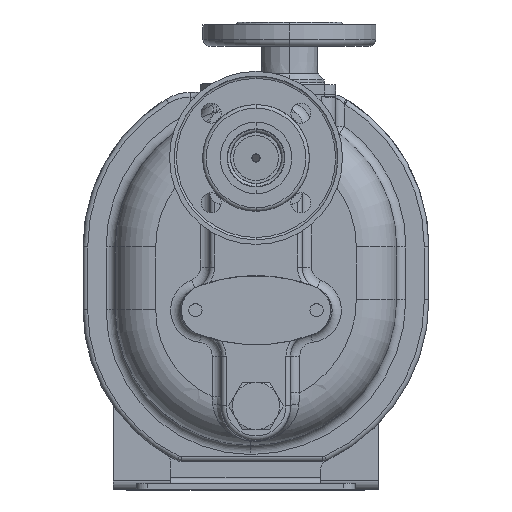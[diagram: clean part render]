
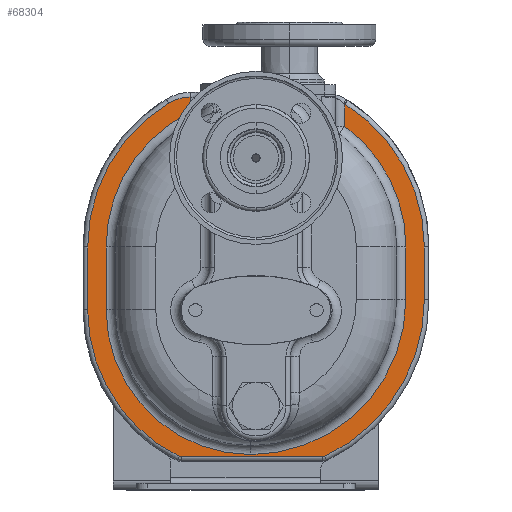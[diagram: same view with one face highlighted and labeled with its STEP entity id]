
A CAD part, top view. The second image highlights one B-rep face of the part: STEP entity #68304.
In plain terms, the highlighted planar face has unit normal (0, 0, 1).
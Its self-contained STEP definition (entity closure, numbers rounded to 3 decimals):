
#10773=DIRECTION('',(-1.,0.,0.));
#10774=VECTOR('',#10773,122.946);
#10775=CARTESIAN_POINT('',(66.998,-132.,9.));
#10776=LINE('',#10775,#10774);
#10777=CARTESIAN_POINT('',(-55.948,-128.,9.));
#10778=DIRECTION('',(0.,0.,-1.));
#10779=DIRECTION('',(0.,-1.,0.));
#10780=AXIS2_PLACEMENT_3D('',#10777,#10778,#10779);
#10782=CARTESIAN_POINT('',(4.5,-4.5,9.));
#10783=DIRECTION('',(0.,0.,-1.));
#10784=DIRECTION('',(-0.44,-0.898,0.));
#10785=AXIS2_PLACEMENT_3D('',#10782,#10783,#10784);
#10787=DIRECTION('',(0.,1.,0.));
#10788=VECTOR('',#10787,54.5);
#10789=CARTESIAN_POINT('',(-137.,-4.5,9.));
#10790=LINE('',#10789,#10788);
#10791=CARTESIAN_POINT('',(9.,50.,9.));
#10792=DIRECTION('',(0.,0.,-1.));
#10793=DIRECTION('',(-1.,0.,0.));
#10794=AXIS2_PLACEMENT_3D('',#10791,#10792,#10793);
#10796=CARTESIAN_POINT('',(-48.131,144.,9.));
#10797=DIRECTION('',(0.,0.,-1.));
#10798=DIRECTION('',(-0.519,0.855,0.));
#10799=AXIS2_PLACEMENT_3D('',#10796,#10797,#10798);
#10801=DIRECTION('',(1.,0.,0.));
#10802=VECTOR('',#10801,0.131);
#10803=CARTESIAN_POINT('',(-48.131,180.,9.));
#10804=LINE('',#10803,#10802);
#10805=DIRECTION('',(0.,-1.,0.));
#10806=VECTOR('',#10805,13.163);
#10807=CARTESIAN_POINT('',(-48.,180.,9.));
#10808=LINE('',#10807,#10806);
#10809=CARTESIAN_POINT('',(9.,50.,9.));
#10810=DIRECTION('',(0.,0.,1.));
#10811=DIRECTION('',(-0.438,0.899,0.));
#10812=AXIS2_PLACEMENT_3D('',#10809,#10810,#10811);
#10814=DIRECTION('',(0.,-1.,0.));
#10815=VECTOR('',#10814,54.5);
#10816=CARTESIAN_POINT('',(-121.,50.,9.));
#10817=LINE('',#10816,#10815);
#10818=CARTESIAN_POINT('',(4.5,-4.5,9.));
#10819=DIRECTION('',(0.,0.,1.));
#10820=DIRECTION('',(-1.,0.,0.));
#10821=AXIS2_PLACEMENT_3D('',#10818,#10819,#10820);
#10823=CARTESIAN_POINT('',(4.5,4.5,9.));
#10824=DIRECTION('',(0.,0.,1.));
#10825=DIRECTION('',(0.,-1.,0.));
#10826=AXIS2_PLACEMENT_3D('',#10823,#10824,#10825);
#10828=DIRECTION('',(0.,1.,0.));
#10829=VECTOR('',#10828,45.5);
#10830=CARTESIAN_POINT('',(139.,4.5,9.));
#10831=LINE('',#10830,#10829);
#10832=CARTESIAN_POINT('',(9.,50.,9.));
#10833=DIRECTION('',(0.,0.,1.));
#10834=DIRECTION('',(1.,0.,0.));
#10835=AXIS2_PLACEMENT_3D('',#10832,#10833,#10834);
#10837=DIRECTION('',(0.,1.,0.));
#10838=VECTOR('',#10837,19.302);
#10839=CARTESIAN_POINT('',(86.,154.743,9.));
#10840=LINE('',#10839,#10838);
#10841=CARTESIAN_POINT('',(9.,50.,9.));
#10842=DIRECTION('',(0.,0.,-1.));
#10843=DIRECTION('',(0.527,0.85,0.));
#10844=AXIS2_PLACEMENT_3D('',#10841,#10842,#10843);
#10846=DIRECTION('',(0.,-1.,0.));
#10847=VECTOR('',#10846,45.5);
#10848=CARTESIAN_POINT('',(155.,50.,9.));
#10849=LINE('',#10848,#10847);
#10850=CARTESIAN_POINT('',(4.5,4.5,9.));
#10851=DIRECTION('',(0.,0.,-1.));
#10852=DIRECTION('',(1.,0.,0.));
#10853=AXIS2_PLACEMENT_3D('',#10850,#10851,#10852);
#10855=CARTESIAN_POINT('',(66.998,-128.,9.));
#10856=DIRECTION('',(0.,0.,-1.));
#10857=DIRECTION('',(0.427,-0.904,0.));
#10858=AXIS2_PLACEMENT_3D('',#10855,#10856,#10857);
#21384=CARTESIAN_POINT('',(86.,174.044,9.));
#47365=CARTESIAN_POINT('',(66.998,-132.,9.));
#47366=CARTESIAN_POINT('',(-55.948,-132.,9.));
#47367=VERTEX_POINT('',#47365);
#47368=VERTEX_POINT('',#47366);
#47447=CARTESIAN_POINT('',(-48.,166.837,9.));
#47448=CARTESIAN_POINT('',(-121.,50.,9.));
#47449=VERTEX_POINT('',#47447);
#47450=VERTEX_POINT('',#47448);
#47455=CARTESIAN_POINT('',(-121.,-4.5,9.));
#47456=VERTEX_POINT('',#47455);
#47459=CARTESIAN_POINT('',(4.5,-130.,9.));
#47460=VERTEX_POINT('',#47459);
#47473=CARTESIAN_POINT('',(-48.,180.,9.));
#47474=VERTEX_POINT('',#47473);
#47477=CARTESIAN_POINT('',(139.,50.,9.));
#47478=CARTESIAN_POINT('',(86.,154.743,9.));
#47479=VERTEX_POINT('',#47477);
#47480=VERTEX_POINT('',#47478);
#47481=CARTESIAN_POINT('',(139.,4.5,9.));
#47482=VERTEX_POINT('',#47481);
#47498=VERTEX_POINT('',#21384);
#47501=CARTESIAN_POINT('',(155.,50.,9.));
#47502=VERTEX_POINT('',#47501);
#47505=CARTESIAN_POINT('',(155.,4.5,9.));
#47506=VERTEX_POINT('',#47505);
#47509=CARTESIAN_POINT('',(68.704,-131.618,9.));
#47510=VERTEX_POINT('',#47509);
#47513=CARTESIAN_POINT('',(-57.707,-131.593,9.));
#47514=VERTEX_POINT('',#47513);
#47517=CARTESIAN_POINT('',(-137.,-4.5,9.));
#47518=VERTEX_POINT('',#47517);
#47521=CARTESIAN_POINT('',(-137.,50.,9.));
#47522=VERTEX_POINT('',#47521);
#47525=CARTESIAN_POINT('',(-66.829,174.764,9.));
#47526=VERTEX_POINT('',#47525);
#47529=CARTESIAN_POINT('',(-48.131,180.,9.));
#47530=VERTEX_POINT('',#47529);
#68269=CARTESIAN_POINT('',(0.,0.,9.));
#68270=DIRECTION('',(0.,0.,-1.));
#68271=DIRECTION('',(-1.,0.,0.));
#68272=AXIS2_PLACEMENT_3D('',#68269,#68270,#68271);
#68273=PLANE('',#68272);
#68274=ORIENTED_EDGE('',*,*,#68263,.T.);
#68275=ORIENTED_EDGE('',*,*,#67516,.T.);
#68276=ORIENTED_EDGE('',*,*,#67531,.T.);
#68277=ORIENTED_EDGE('',*,*,#67545,.T.);
#68278=ORIENTED_EDGE('',*,*,#67559,.T.);
#68279=ORIENTED_EDGE('',*,*,#67574,.T.);
#68281=ORIENTED_EDGE('',*,*,#68280,.T.);
#68283=ORIENTED_EDGE('',*,*,#68282,.T.);
#68285=ORIENTED_EDGE('',*,*,#68284,.T.);
#68287=ORIENTED_EDGE('',*,*,#68286,.T.);
#68289=ORIENTED_EDGE('',*,*,#68288,.T.);
#68291=ORIENTED_EDGE('',*,*,#68290,.T.);
#68293=ORIENTED_EDGE('',*,*,#68292,.T.);
#68295=ORIENTED_EDGE('',*,*,#68294,.T.);
#68297=ORIENTED_EDGE('',*,*,#68296,.T.);
#68298=ORIENTED_EDGE('',*,*,#68207,.T.);
#68299=ORIENTED_EDGE('',*,*,#68221,.T.);
#68300=ORIENTED_EDGE('',*,*,#68235,.T.);
#68301=ORIENTED_EDGE('',*,*,#68248,.T.);
#68302=EDGE_LOOP('',(#68274,#68275,#68276,#68277,#68278,#68279,#68281,#68283,
#68285,#68287,#68289,#68291,#68293,#68295,#68297,#68298,#68299,#68300,#68301));
#68303=FACE_OUTER_BOUND('',#68302,.F.);
#68304=ADVANCED_FACE('',(#68303),#68273,.F.);
#10781=CIRCLE('',#10780,4.);
#10786=CIRCLE('',#10785,141.5);
#10795=CIRCLE('',#10794,146.);
#10800=CIRCLE('',#10799,36.);
#10813=CIRCLE('',#10812,130.);
#10822=CIRCLE('',#10821,125.5);
#10827=CIRCLE('',#10826,134.5);
#10836=CIRCLE('',#10835,130.);
#10845=CIRCLE('',#10844,146.);
#10854=CIRCLE('',#10853,150.5);
#10859=CIRCLE('',#10858,4.);
#67516=EDGE_CURVE('',#47368,#47514,#10781,.T.);
#67531=EDGE_CURVE('',#47514,#47518,#10786,.T.);
#67545=EDGE_CURVE('',#47518,#47522,#10790,.T.);
#67559=EDGE_CURVE('',#47522,#47526,#10795,.T.);
#67574=EDGE_CURVE('',#47526,#47530,#10800,.T.);
#68207=EDGE_CURVE('',#47498,#47502,#10845,.T.);
#68221=EDGE_CURVE('',#47502,#47506,#10849,.T.);
#68235=EDGE_CURVE('',#47506,#47510,#10854,.T.);
#68248=EDGE_CURVE('',#47510,#47367,#10859,.T.);
#68263=EDGE_CURVE('',#47367,#47368,#10776,.T.);
#68280=EDGE_CURVE('',#47530,#47474,#10804,.T.);
#68282=EDGE_CURVE('',#47474,#47449,#10808,.T.);
#68284=EDGE_CURVE('',#47449,#47450,#10813,.T.);
#68286=EDGE_CURVE('',#47450,#47456,#10817,.T.);
#68288=EDGE_CURVE('',#47456,#47460,#10822,.T.);
#68290=EDGE_CURVE('',#47460,#47482,#10827,.T.);
#68292=EDGE_CURVE('',#47482,#47479,#10831,.T.);
#68294=EDGE_CURVE('',#47479,#47480,#10836,.T.);
#68296=EDGE_CURVE('',#47480,#47498,#10840,.T.);
